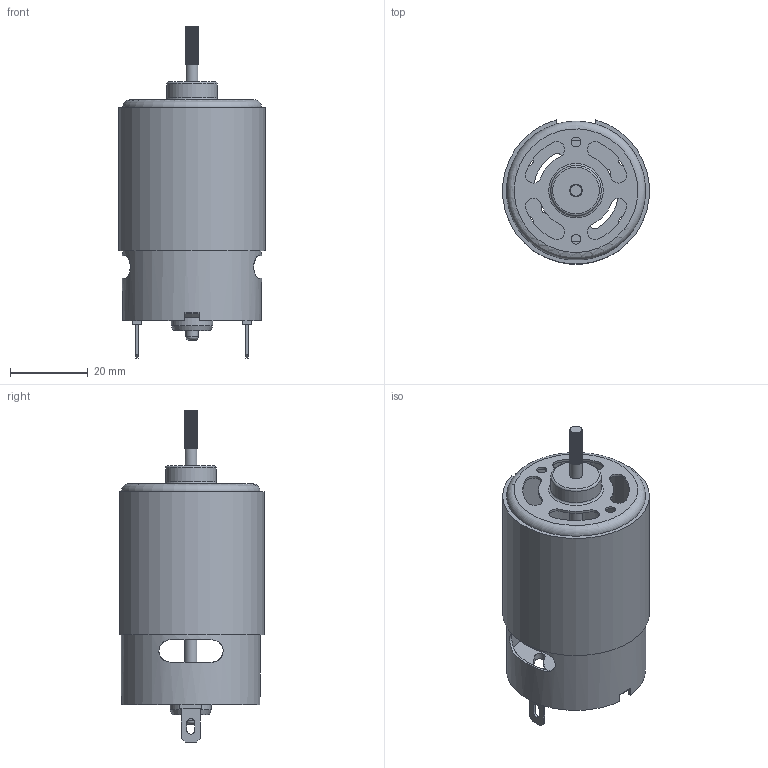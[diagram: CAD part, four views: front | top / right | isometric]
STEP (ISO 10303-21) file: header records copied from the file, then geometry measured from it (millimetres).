
FILE_DESCRIPTION(/* description */ ('CCL 9015 Motor'),/* implementation_level */ '2;1');
FILE_NAME(/* name */ 'MOT_Motor_am-0912.ipt.stp',/* time_stamp */ '2016-01-07T16:47:01-08:00',/* author */ ('Autodesk, Inc.'),/* organization */ ('Autodesk, Inc.'),/* preprocessor_version */ 'ST-DEVELOPER v16.1',/* originating_system */ 'Autodesk Inventor 2016',/* authorisation */ '');
FILE_SCHEMA (('AUTOMOTIVE_DESIGN { 1 0 10303 214 3 1 1 }'));
Length unit declared in the file: inch
Products named in the file (1): MOT_Motor_am-0912
Bounding box: 37.7 x 37.05 x 85.39 mm (x, y, z)
Volume: 10534.6 mm3; surface area: 17330.7 mm2
Topology: 1 solids, 1 shells, 319 faces, 809 edges, 500 vertices
Faces by surface type: plane 236, cylinder 61, torus 12, bspline 7, cone 3
Full cylindrical faces by diameter (mm): 2.489 x6, 2.5 x2, 3.175 x3, 7.315 x1, 10.617 x1, 13 x1, 34.549 x1, 35.789 x1
Entity records: 9779 total; most frequent: CARTESIAN_POINT 2202, ORIENTED_EDGE 1580, DIRECTION 1534, EDGE_CURVE 780, AXIS2_PLACEMENT_3D 546, VERTEX_POINT 496, LINE 442, VECTOR 442
